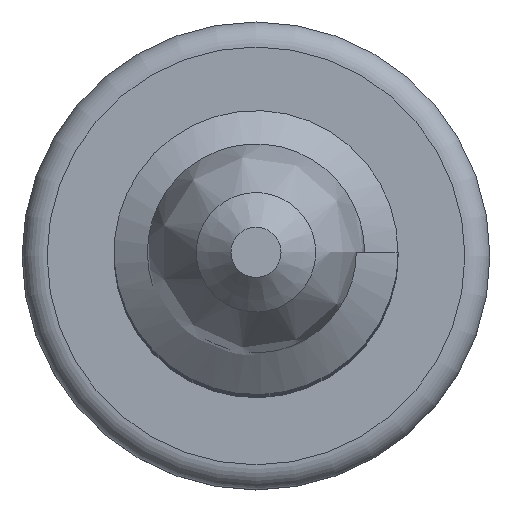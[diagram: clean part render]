
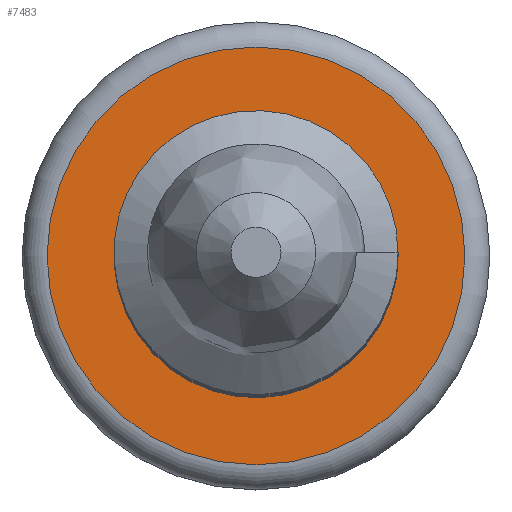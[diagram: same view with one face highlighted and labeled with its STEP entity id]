
A CAD part, top view. The second image highlights one B-rep face of the part: STEP entity #7483.
In plain terms, the highlighted planar face has unit normal (0, 0, 1).
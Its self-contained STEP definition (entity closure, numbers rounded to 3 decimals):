
#7326 = TOROIDAL_SURFACE('',#7327,2.5,0.3);
#7327 = AXIS2_PLACEMENT_3D('',#7328,#7329,#7330);
#7328 = CARTESIAN_POINT('',(0.,0.,1.9));
#7329 = DIRECTION('',(0.,0.,1.));
#7330 = DIRECTION('',(1.,0.,-0.));
#7380 = VERTEX_POINT('',#7381);
#7381 = CARTESIAN_POINT('',(2.5,0.,2.2));
#7403 = EDGE_CURVE('',#7380,#7380,#7404,.T.);
#7404 = SURFACE_CURVE('',#7405,(#7410,#7417),.PCURVE_S1.);
#7405 = CIRCLE('',#7406,2.5);
#7406 = AXIS2_PLACEMENT_3D('',#7407,#7408,#7409);
#7407 = CARTESIAN_POINT('',(0.,0.,2.2));
#7408 = DIRECTION('',(0.,0.,1.));
#7409 = DIRECTION('',(1.,0.,-0.));
#7410 = PCURVE('',#7326,#7411);
#7411 = DEFINITIONAL_REPRESENTATION('',(#7412),#7416);
#7412 = LINE('',#7413,#7414);
#7413 = CARTESIAN_POINT('',(0.,1.571));
#7414 = VECTOR('',#7415,1.);
#7415 = DIRECTION('',(1.,0.));
#7416 = ( GEOMETRIC_REPRESENTATION_CONTEXT(2) 
PARAMETRIC_REPRESENTATION_CONTEXT() REPRESENTATION_CONTEXT('2D SPACE',''
  ) );
#7417 = PCURVE('',#7418,#7423);
#7418 = PLANE('',#7419);
#7419 = AXIS2_PLACEMENT_3D('',#7420,#7421,#7422);
#7420 = CARTESIAN_POINT('',(0.,0.,2.2));
#7421 = DIRECTION('',(0.,0.,1.));
#7422 = DIRECTION('',(1.,0.,0.));
#7423 = DEFINITIONAL_REPRESENTATION('',(#7424),#7428);
#7424 = CIRCLE('',#7425,2.5);
#7425 = AXIS2_PLACEMENT_2D('',#7426,#7427);
#7426 = CARTESIAN_POINT('',(0.,0.));
#7427 = DIRECTION('',(1.,0.));
#7428 = ( GEOMETRIC_REPRESENTATION_CONTEXT(2) 
PARAMETRIC_REPRESENTATION_CONTEXT() REPRESENTATION_CONTEXT('2D SPACE',''
  ) );
#7483 = ADVANCED_FACE('',(#7484),#7418,.T.);
#7484 = FACE_BOUND('',#7485,.T.);
#7485 = EDGE_LOOP('',(#7486));
#7486 = ORIENTED_EDGE('',*,*,#7403,.T.);
